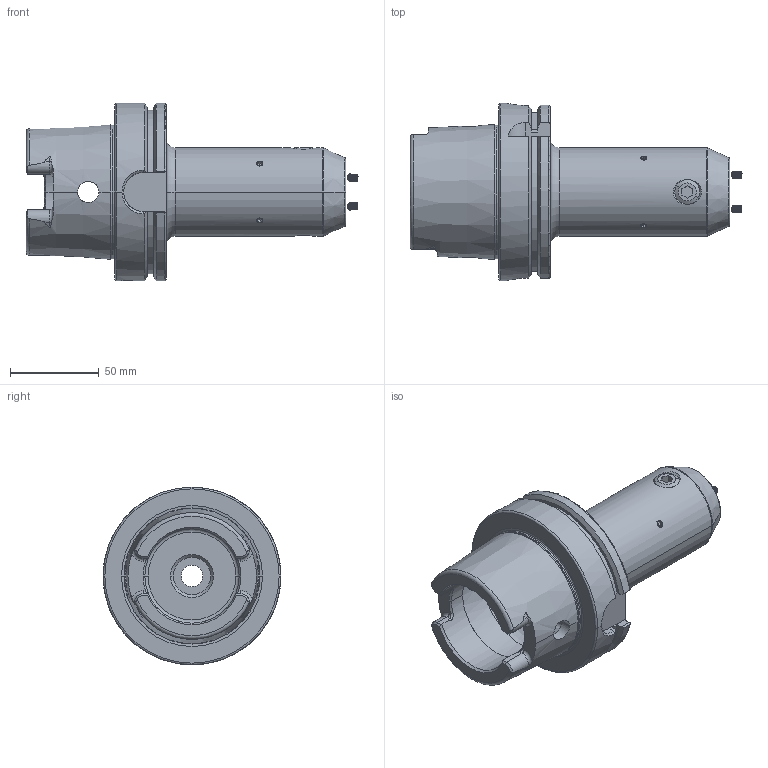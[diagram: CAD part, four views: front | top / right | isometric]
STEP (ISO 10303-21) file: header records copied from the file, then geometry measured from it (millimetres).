
FILE_DESCRIPTION (( 'STEP AP203' ), '1' );
FILE_NAME ('FWA100H-EKH18130.STEP', '2024-01-06T05:32:22', ( '' ), ( '' ), 'SwSTEP 2.0', 'SolidWorks 2023', '' );
FILE_SCHEMA (( 'CONFIG_CONTROL_DESIGN' ));
Length unit declared in the file: millimetre
Products named in the file (5): HSKA100EK18130WW; GS-M4X4_DIN 913 - M4 x 4-N; GS-M14X16-DIN1835-B_ISO 4026 - M12 x 12-N; FWA100H-EKH18130
Assembly tree (11 placements, depth 3):
  FWA100H-EKH18130
    HSKA100EK18130WW
      HSKA100EK18130WW
      GS-M14X16-DIN1835-B_ISO 4026 - M12 x 12-N
      GS-M4X4_DIN 913 - M4 x 4-N  x8
Bounding box: 186.8 x 100 x 100 mm (x, y, z)
Volume: 425411.7 mm3; surface area: 73999.8 mm2
Topology: 10 solids, 10 shells, 619 faces, 1564 edges, 974 vertices
Faces by surface type: cone 273, cylinder 166, plane 135, torus 33, bspline 10, sphere 2
Entity records: 11213 total; most frequent: CARTESIAN_POINT 3801, ORIENTED_EDGE 1434, DIRECTION 1392, EDGE_CURVE 717, AXIS2_PLACEMENT_3D 562, VERTEX_POINT 439, EDGE_LOOP 320, ADVANCED_FACE 290
